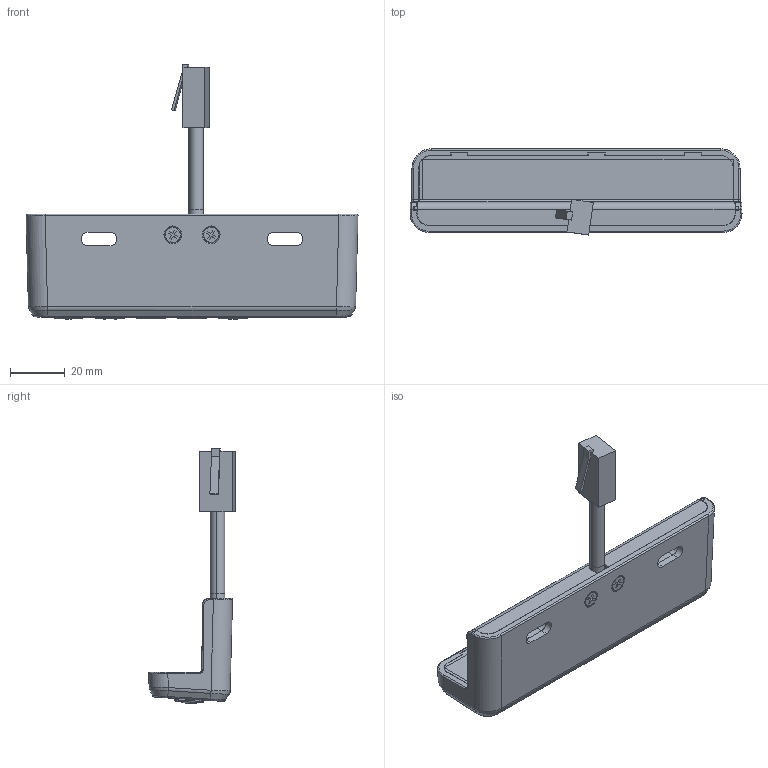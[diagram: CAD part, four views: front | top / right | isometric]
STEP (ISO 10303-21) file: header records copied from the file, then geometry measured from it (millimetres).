
FILE_DESCRIPTION((''),'2;1');
FILE_NAME('K7','2019-12-04T18:24:06',('u'),('捷昌驱动'),'CREO PARAMETRIC BY PTC INC, 2018100','CREO PARAMETRIC BY PTC INC, 2018100','');
FILE_SCHEMA(('CONFIG_CONTROL_DESIGN'));
Length unit declared in the file: millimetre
Products named in the file (1): K7
Bounding box: 121.33 x 31.63 x 93.09 mm (x, y, z)
Volume: 13220.5 mm3; surface area: 30033.1 mm2
Topology: 1 solids, 17 shells, 357 faces, 1059 edges, 725 vertices
Faces by surface type: plane 136, cylinder 116, bspline 72, torus 18, cone 8, sphere 7
Entity records: 15854 total; most frequent: CARTESIAN_POINT 6973, ORIENTED_EDGE 1789, DIRECTION 1600, EDGE_CURVE 1057, VERTEX_POINT 725, VECTOR 604, LINE 604, AXIS2_PLACEMENT_3D 498
